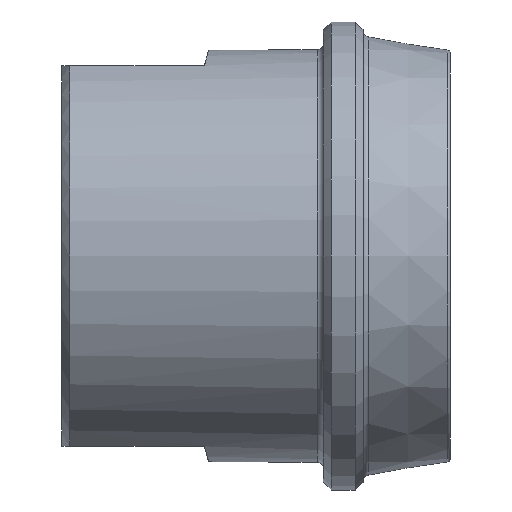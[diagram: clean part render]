
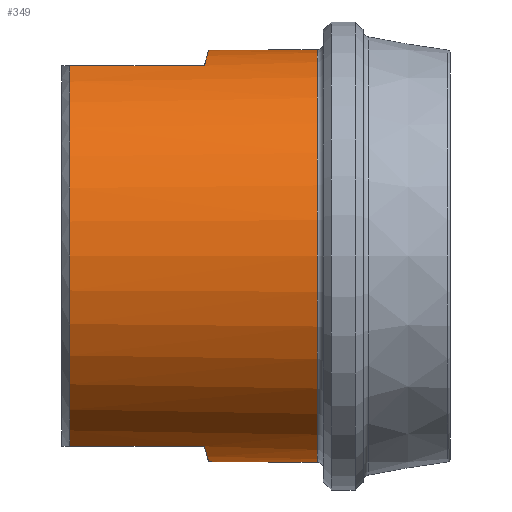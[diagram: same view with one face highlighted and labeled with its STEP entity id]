
A CAD part, front view. The second image highlights one B-rep face of the part: STEP entity #349.
In plain terms, the highlighted cylindrical face has radius 13 mm (diameter 26 mm), a full revolution.
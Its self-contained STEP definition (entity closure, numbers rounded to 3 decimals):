
#15=CYLINDRICAL_SURFACE('',#413,13.);
#35=CIRCLE('',#387,13.);
#36=CIRCLE('',#389,13.);
#37=CIRCLE('',#390,13.);
#48=CIRCLE('',#407,13.);
#51=CIRCLE('',#410,13.);
#60=ELLIPSE('',#378,13.459,13.);
#61=ELLIPSE('',#381,13.459,13.);
#76=FACE_OUTER_BOUND('',#101,.T.);
#101=EDGE_LOOP('',(#284,#285,#286,#287,#288,#289,#290,#291,#292,#293,#294,
#295,#296));
#108=LINE('',#555,#124);
#110=LINE('',#559,#126);
#112=LINE('',#574,#128);
#114=LINE('',#578,#130);
#117=LINE('',#633,#133);
#124=VECTOR('',#431,10.);
#126=VECTOR('',#433,10.);
#128=VECTOR('',#441,10.);
#130=VECTOR('',#443,10.);
#133=VECTOR('',#514,13.);
#144=VERTEX_POINT('',#549);
#146=VERTEX_POINT('',#554);
#147=VERTEX_POINT('',#556);
#148=VERTEX_POINT('',#558);
#150=VERTEX_POINT('',#568);
#152=VERTEX_POINT('',#573);
#153=VERTEX_POINT('',#575);
#154=VERTEX_POINT('',#577);
#157=VERTEX_POINT('',#594);
#166=VERTEX_POINT('',#622);
#167=VERTEX_POINT('',#623);
#178=EDGE_CURVE('',#146,#144,#108,.T.);
#180=EDGE_CURVE('',#148,#147,#110,.T.);
#183=EDGE_CURVE('',#147,#146,#60,.T.);
#185=EDGE_CURVE('',#152,#150,#112,.T.);
#187=EDGE_CURVE('',#154,#153,#114,.T.);
#190=EDGE_CURVE('',#153,#152,#61,.T.);
#194=EDGE_CURVE('',#148,#150,#35,.T.);
#195=EDGE_CURVE('',#154,#157,#36,.T.);
#196=EDGE_CURVE('',#157,#144,#37,.T.);
#208=EDGE_CURVE('',#166,#167,#48,.T.);
#211=EDGE_CURVE('',#167,#166,#51,.T.);
#213=EDGE_CURVE('',#166,#157,#117,.T.);
#284=ORIENTED_EDGE('',*,*,#208,.F.);
#285=ORIENTED_EDGE('',*,*,#213,.T.);
#286=ORIENTED_EDGE('',*,*,#195,.F.);
#287=ORIENTED_EDGE('',*,*,#187,.T.);
#288=ORIENTED_EDGE('',*,*,#190,.T.);
#289=ORIENTED_EDGE('',*,*,#185,.T.);
#290=ORIENTED_EDGE('',*,*,#194,.F.);
#291=ORIENTED_EDGE('',*,*,#180,.T.);
#292=ORIENTED_EDGE('',*,*,#183,.T.);
#293=ORIENTED_EDGE('',*,*,#178,.T.);
#294=ORIENTED_EDGE('',*,*,#196,.F.);
#295=ORIENTED_EDGE('',*,*,#213,.F.);
#296=ORIENTED_EDGE('',*,*,#211,.F.);
#349=ADVANCED_FACE('',(#76),#15,.T.);
#378=AXIS2_PLACEMENT_3D('',#566,#437,#438);
#381=AXIS2_PLACEMENT_3D('',#585,#447,#448);
#387=AXIS2_PLACEMENT_3D('',#592,#459,#460);
#389=AXIS2_PLACEMENT_3D('',#595,#463,#464);
#390=AXIS2_PLACEMENT_3D('',#596,#465,#466);
#407=AXIS2_PLACEMENT_3D('',#624,#500,#501);
#410=AXIS2_PLACEMENT_3D('',#628,#506,#507);
#413=AXIS2_PLACEMENT_3D('',#632,#512,#513);
#431=DIRECTION('',(-1.,0.,0.));
#433=DIRECTION('',(1.,0.,0.));
#437=DIRECTION('center_axis',(0.966,0.,-0.259));
#438=DIRECTION('ref_axis',(0.259,0.,0.966));
#441=DIRECTION('',(-1.,0.,0.));
#443=DIRECTION('',(1.,0.,0.));
#447=DIRECTION('center_axis',(0.966,0.,0.259));
#448=DIRECTION('ref_axis',(-0.259,0.,0.966));
#459=DIRECTION('center_axis',(-1.,0.,0.));
#460=DIRECTION('ref_axis',(0.,-1.,0.));
#463=DIRECTION('center_axis',(-1.,0.,0.));
#464=DIRECTION('ref_axis',(0.,-1.,0.));
#465=DIRECTION('center_axis',(-1.,0.,0.));
#466=DIRECTION('ref_axis',(0.,-1.,0.));
#500=DIRECTION('center_axis',(1.,0.,0.));
#501=DIRECTION('ref_axis',(0.,-1.,0.));
#506=DIRECTION('center_axis',(1.,0.,0.));
#507=DIRECTION('ref_axis',(0.,-1.,0.));
#512=DIRECTION('center_axis',(1.,0.,0.));
#513=DIRECTION('ref_axis',(0.,1.,0.));
#514=DIRECTION('',(-1.,0.,0.));
#549=CARTESIAN_POINT('',(-24.,-5.,12.));
#554=CARTESIAN_POINT('',(-15.5,-5.,12.));
#555=CARTESIAN_POINT('',(-16.25,-5.,12.));
#556=CARTESIAN_POINT('',(-15.5,5.,12.));
#558=CARTESIAN_POINT('',(-24.,5.,12.));
#559=CARTESIAN_POINT('',(-16.25,5.,12.));
#566=CARTESIAN_POINT('Origin',(-18.715,0.,0.));
#568=CARTESIAN_POINT('',(-24.,5.,-12.));
#573=CARTESIAN_POINT('',(-15.5,5.,-12.));
#574=CARTESIAN_POINT('',(-16.25,5.,-12.));
#575=CARTESIAN_POINT('',(-15.5,-5.,-12.));
#577=CARTESIAN_POINT('',(-24.,-5.,-12.));
#578=CARTESIAN_POINT('',(-16.25,-5.,-12.));
#585=CARTESIAN_POINT('Origin',(-18.715,0.,0.));
#592=CARTESIAN_POINT('Origin',(-24.,0.,0.));
#594=CARTESIAN_POINT('',(-24.,-13.,0.));
#595=CARTESIAN_POINT('Origin',(-24.,0.,0.));
#596=CARTESIAN_POINT('Origin',(-24.,0.,0.));
#622=CARTESIAN_POINT('',(-8.4,-13.,0.));
#623=CARTESIAN_POINT('',(-8.4,0.,13.));
#624=CARTESIAN_POINT('Origin',(-8.4,0.,0.));
#628=CARTESIAN_POINT('Origin',(-8.4,0.,0.));
#632=CARTESIAN_POINT('Origin',(-16.25,0.,0.));
#633=CARTESIAN_POINT('',(-16.25,-13.,0.));
